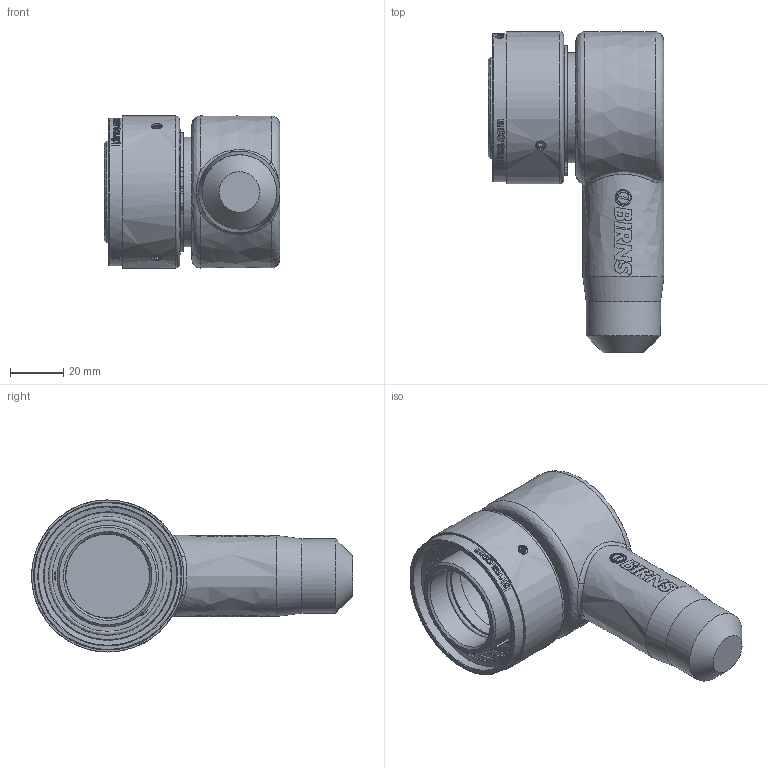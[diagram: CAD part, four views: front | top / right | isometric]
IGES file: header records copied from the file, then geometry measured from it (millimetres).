
Global section: file name: 3R-CP-CA-RA; native system: Autodesk Inventor 2014; preprocessor: unknown; author: J Kirby; date: 20141031.153659; units: inch
Bounding box: 66.12 x 120.78 x 57.15 mm (x, y, z)
Volume: 172049.4 mm3; surface area: 49427.6 mm2
Topology: 12 solids, 12 shells, 725 faces, 1953 edges, 1319 vertices
Faces by surface type: bspline 725
